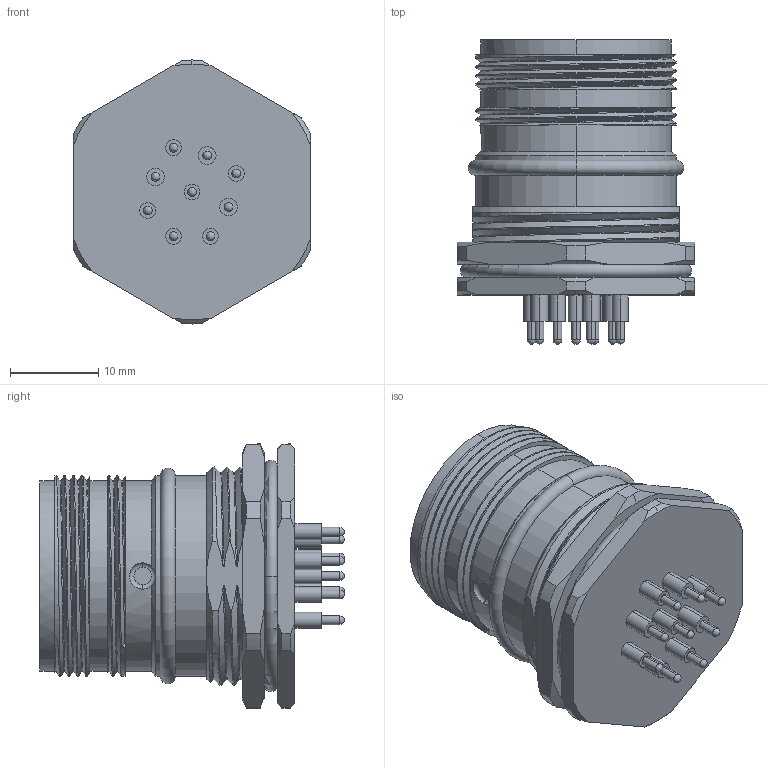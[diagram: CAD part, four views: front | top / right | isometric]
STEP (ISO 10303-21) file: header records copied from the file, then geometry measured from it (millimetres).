
FILE_DESCRIPTION (( 'STEP AP203' ), '1' );
FILE_NAME ('P396.STEP', '2020-04-25T02:27:23', ( 'edpusr' ), ( 'Microsoft' ), 'SwSTEP 2.0', 'SolidWorks 2015', '' );
FILE_SCHEMA (( 'CONFIG_CONTROL_DESIGN' ));
Length unit declared in the file: millimetre
Products named in the file (1): P396
Bounding box: 27 x 34.6 x 30 mm (x, y, z)
Volume: 10257.4 mm3; surface area: 5703.2 mm2
Topology: 2 solids, 2 shells, 247 faces, 648 edges, 393 vertices
Faces by surface type: cylinder 114, plane 47, bspline 43, cone 33, torus 10
Entity records: 12005 total; most frequent: CARTESIAN_POINT 6403, ORIENTED_EDGE 1212, DIRECTION 1107, EDGE_CURVE 606, AXIS2_PLACEMENT_3D 457, VERTEX_POINT 393, EDGE_LOOP 279, CIRCLE 252
